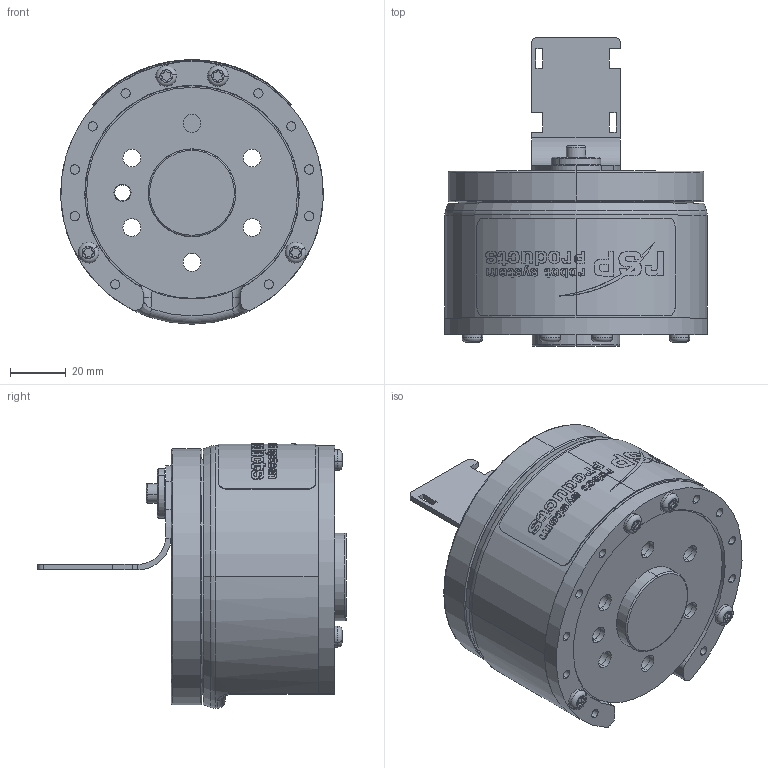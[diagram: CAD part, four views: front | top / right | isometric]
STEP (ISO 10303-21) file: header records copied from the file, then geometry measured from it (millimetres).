
FILE_DESCRIPTION (( 'STEP AP203' ), '1' );
FILE_NAME ('P5131 Axial guide.STEP', '2018-12-12T12:25:10', ( 'RSPlokal' ), ( 'Microsoft' ), 'SwSTEP 2.0', 'SolidWorks 2017', '' );
FILE_SCHEMA (( 'CONFIG_CONTROL_DESIGN' ));
Length unit declared in the file: millimetre
Products named in the file (1): P5131 Axial guide
Bounding box: 94.5 x 111.04 x 95.1 mm (x, y, z)
Volume: 222554.9 mm3; surface area: 83382.1 mm2
Topology: 35 solids, 35 shells, 855 faces, 2190 edges, 1410 vertices
Faces by surface type: cylinder 294, plane 277, bspline 191, torus 52, cone 41
Entity records: 30928 total; most frequent: CARTESIAN_POINT 11101, ORIENTED_EDGE 4328, DIRECTION 3711, EDGE_CURVE 2164, VERTEX_POINT 1410, AXIS2_PLACEMENT_3D 1398, EDGE_LOOP 976, VECTOR 915
